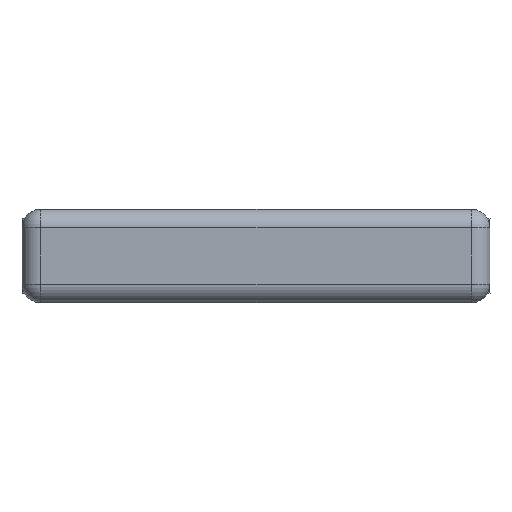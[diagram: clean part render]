
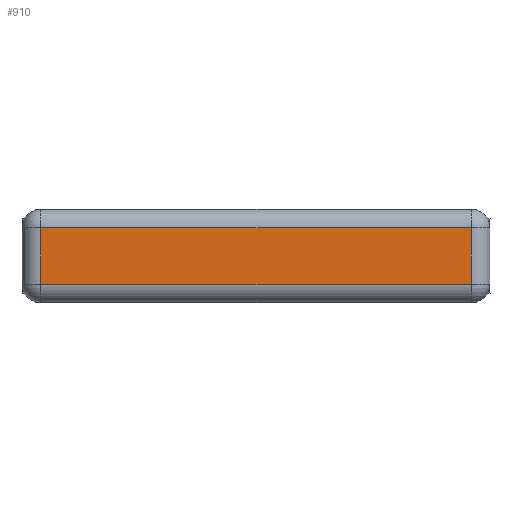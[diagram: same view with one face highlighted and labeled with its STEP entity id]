
A CAD part, left-side view. The second image highlights one B-rep face of the part: STEP entity #910.
In plain terms, the highlighted planar face has unit normal (-1, 0, 0).
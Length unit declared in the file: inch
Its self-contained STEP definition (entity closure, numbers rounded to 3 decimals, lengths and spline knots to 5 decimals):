
#910=ADVANCED_FACE('',(#1098),#1004,.F.);
#1004=PLANE('',#3145);
#1098=FACE_OUTER_BOUND('',#1226,.T.);
#1226=EDGE_LOOP('',(#1763,#1764,#1765,#1766));
#1763=ORIENTED_EDGE('',*,*,#2328,.T.);
#1764=ORIENTED_EDGE('',*,*,#2329,.T.);
#1765=ORIENTED_EDGE('',*,*,#2330,.T.);
#1766=ORIENTED_EDGE('',*,*,#2331,.T.);
#2061=VERTEX_POINT('',#5364);
#2062=VERTEX_POINT('',#5365);
#2063=VERTEX_POINT('',#5367);
#2064=VERTEX_POINT('',#5369);
#2328=EDGE_CURVE('',#2061,#2062,#2712,.T.);
#2329=EDGE_CURVE('',#2062,#2063,#2713,.T.);
#2330=EDGE_CURVE('',#2063,#2064,#2714,.T.);
#2331=EDGE_CURVE('',#2064,#2061,#2715,.T.);
#2712=LINE('',#5363,#2875);
#2713=LINE('',#5366,#2876);
#2714=LINE('',#5368,#2877);
#2715=LINE('',#5370,#2878);
#2875=VECTOR('',#3494,1.);
#2876=VECTOR('',#3495,1.);
#2877=VECTOR('',#3496,1.);
#2878=VECTOR('',#3497,1.);
#3145=AXIS2_PLACEMENT_3D('',#5371,#3498,#3499);
#3494=DIRECTION('',(0.,0.,-1.));
#3495=DIRECTION('',(0.,-1.,0.));
#3496=DIRECTION('',(0.,0.,1.));
#3497=DIRECTION('',(0.,1.,0.));
#3498=DIRECTION('',(1.,0.,0.));
#3499=DIRECTION('',(0.,1.,0.));
#5363=CARTESIAN_POINT('',(-0.125,0.0575,0.0125));
#5364=CARTESIAN_POINT('',(-0.125,0.0575,0.0075));
#5365=CARTESIAN_POINT('',(-0.125,0.0575,-0.0075));
#5366=CARTESIAN_POINT('',(-0.125,0.0625,-0.0075));
#5367=CARTESIAN_POINT('',(-0.125,-0.0575,-0.0075));
#5368=CARTESIAN_POINT('',(-0.125,-0.0575,0.0125));
#5369=CARTESIAN_POINT('',(-0.125,-0.0575,0.0075));
#5370=CARTESIAN_POINT('',(-0.125,0.0625,0.0075));
#5371=CARTESIAN_POINT('',(-0.125,0.0625,0.0125));
